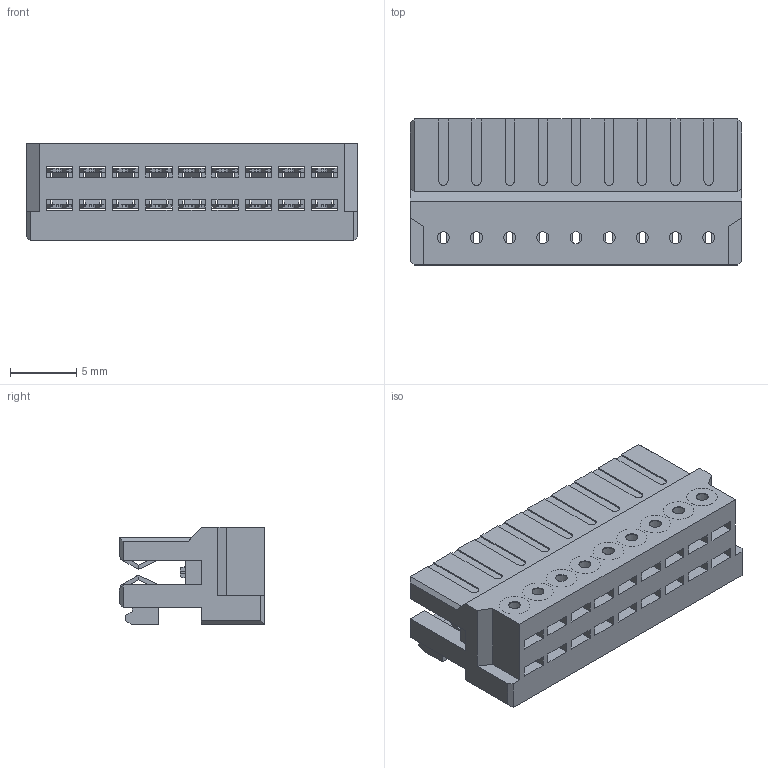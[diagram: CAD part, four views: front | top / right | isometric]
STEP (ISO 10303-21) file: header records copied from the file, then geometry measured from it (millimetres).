
FILE_DESCRIPTION(/* description */ ('Unknown'),/* implementation_level */ '2;1');
FILE_NAME(/* name */ 'J_Wurth_WR-RAST_667101230109',/* time_stamp */ '2025-09-01T11:39:36+08:00',/* author */ ('Unknown'),/* organization */ ('Unknown'),/* preprocessor_version */ 'ST-DEVELOPER v19.4',/* originating_system */ 'Solid Edge',/* authorisation */ 'Unknown');
FILE_SCHEMA (('AUTOMOTIVE_DESIGN {1 0 10303 214 3 1 1}'));
Products named in the file (2): J_Wurth_WR-RAST_667101230109
Assembly tree (1 placements, depth 2):
  J_Wurth_WR-RAST_667101230109
    J_Wurth_WR-RAST_667101230109
Bounding box: 25 x 11 x 7.35 mm (x, y, z)
Volume: 933 mm3; surface area: 3038.7 mm2
Topology: 1 solids, 1 shells, 1683 faces, 5021 edges, 3296 vertices
Faces by surface type: plane 1152, cylinder 531
Full cylindrical faces by diameter (mm): 0.9 x9, 2.3 x9
Entity records: 68391 total; most frequent: ORIENTED_EDGE 10006, CARTESIAN_POINT 9984, DIRECTION 9583, EDGE_CURVE 5003, LINE 3793, VECTOR 3793, VERTEX_POINT 3296, AXIS2_PLACEMENT_3D 2895
